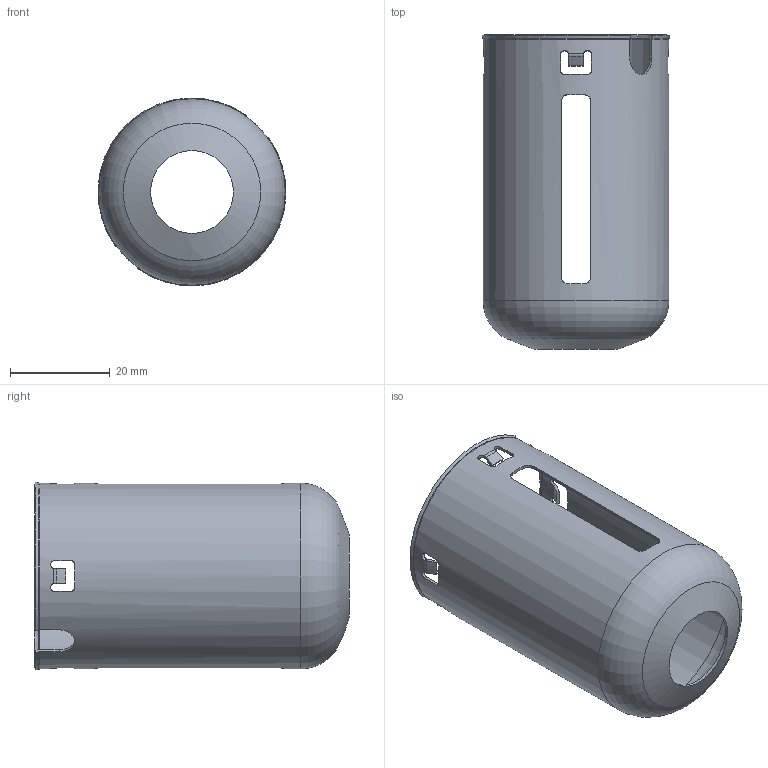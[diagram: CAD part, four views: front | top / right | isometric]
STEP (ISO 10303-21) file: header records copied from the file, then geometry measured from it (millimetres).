
FILE_DESCRIPTION( ( 'STEP AP203' ), ' ' );
FILE_NAME( '9.9900.00.021.stp', '2017-04-07T14:10:06', ( '' ), ( '' ), ' ', 'PARTsolutions', ' ' );
FILE_SCHEMA( ( 'CONFIG_CONTROL_DESIGN' ) );
Length unit declared in the file: millimetre
Products named in the file (1): _9.9900.00.021
Bounding box: 37.67 x 63.1 x 37.67 mm (x, y, z)
Volume: 4135.1 mm3; surface area: 14069.7 mm2
Topology: 1 solids, 1 shells, 95 faces, 291 edges, 192 vertices
Faces by surface type: plane 32, cylinder 29, cone 18, torus 14, sphere 2
Full cylindrical faces by diameter (mm): 16.6 x1, 36.1 x1, 37.3 x1
Entity records: 3866 total; most frequent: CARTESIAN_POINT 1508, ORIENTED_EDGE 540, DIRECTION 392, EDGE_CURVE 270, VERTEX_POINT 182, AXIS2_PLACEMENT_3D 154, B_SPLINE_CURVE_WITH_KNOTS 128, EDGE_LOOP 114
